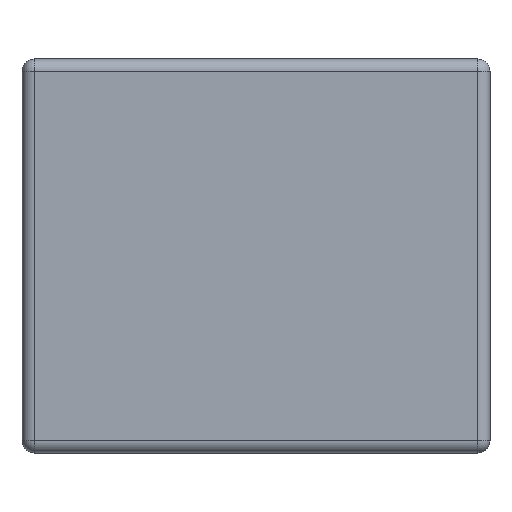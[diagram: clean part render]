
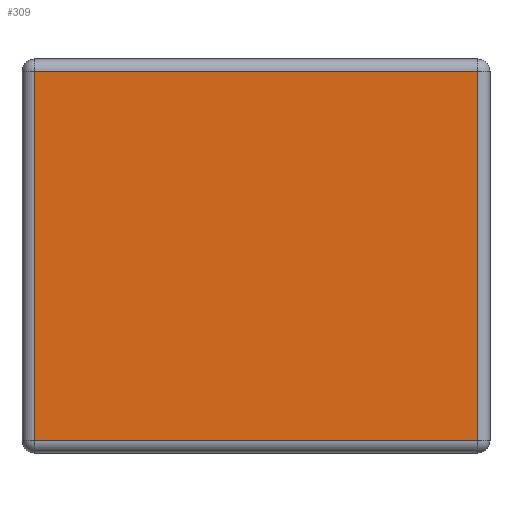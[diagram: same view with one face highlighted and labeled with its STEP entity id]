
A CAD part, left-side view. The second image highlights one B-rep face of the part: STEP entity #309.
In plain terms, the highlighted planar face has unit normal (-1, 0, 0).
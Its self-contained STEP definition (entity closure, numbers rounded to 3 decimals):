
#237 = VERTEX_POINT ( 'NONE', #1134 ) ;
#291 = ORIENTED_EDGE ( 'NONE', *, *, #292, .T. ) ;
#292 = EDGE_CURVE ( 'NONE', #237, #293, #1337, .T. ) ;
#293 = VERTEX_POINT ( 'NONE', #1333 ) ;
#294 = ORIENTED_EDGE ( 'NONE', *, *, #295, .T. ) ;
#295 = EDGE_CURVE ( 'NONE', #293, #313, #1331, .T. ) ;
#309 = ADVANCED_FACE ( 'NONE', ( #1388 ), #1423, .F. ) ;
#310 = EDGE_LOOP ( 'NONE', ( #311, #315, #291, #294 ) ) ;
#311 = ORIENTED_EDGE ( 'NONE', *, *, #312, .T. ) ;
#312 = EDGE_CURVE ( 'NONE', #313, #314, #1418, .T. ) ;
#313 = VERTEX_POINT ( 'NONE', #1414 ) ;
#314 = VERTEX_POINT ( 'NONE', #1413 ) ;
#315 = ORIENTED_EDGE ( 'NONE', *, *, #316, .T. ) ;
#316 = EDGE_CURVE ( 'NONE', #314, #237, #1412, .T. ) ;
#1134 = CARTESIAN_POINT ( 'NONE',  ( -1.6, 1.85, -0.75 ) ) ;
#1328 = DIRECTION ( 'NONE',  ( 0., 0., 1. ) ) ;
#1329 = VECTOR ( 'NONE', #1328, 1000. ) ;
#1330 = CARTESIAN_POINT ( 'NONE',  ( -1.6, 0.05, 0.8 ) ) ;
#1331 = LINE ( 'NONE', #1330, #1329 ) ;
#1333 = CARTESIAN_POINT ( 'NONE',  ( -1.6, 0.05, -0.75 ) ) ;
#1334 = DIRECTION ( 'NONE',  ( 0., -1., 0. ) ) ;
#1335 = VECTOR ( 'NONE', #1334, 1000. ) ;
#1336 = CARTESIAN_POINT ( 'NONE',  ( -1.6, 1.9, -0.75 ) ) ;
#1337 = LINE ( 'NONE', #1336, #1335 ) ;
#1388 = FACE_OUTER_BOUND ( 'NONE', #310, .T. ) ;
#1409 = DIRECTION ( 'NONE',  ( 0., 0., -1. ) ) ;
#1410 = VECTOR ( 'NONE', #1409, 1000. ) ;
#1411 = CARTESIAN_POINT ( 'NONE',  ( -1.6, 1.85, 0.8 ) ) ;
#1412 = LINE ( 'NONE', #1411, #1410 ) ;
#1413 = CARTESIAN_POINT ( 'NONE',  ( -1.6, 1.85, 0.75 ) ) ;
#1414 = CARTESIAN_POINT ( 'NONE',  ( -1.6, 0.05, 0.75 ) ) ;
#1415 = DIRECTION ( 'NONE',  ( 0., 1., 0. ) ) ;
#1416 = VECTOR ( 'NONE', #1415, 1000. ) ;
#1417 = CARTESIAN_POINT ( 'NONE',  ( -1.6, 1.9, 0.75 ) ) ;
#1418 = LINE ( 'NONE', #1417, #1416 ) ;
#1419 = DIRECTION ( 'NONE',  ( 0., 0., -1. ) ) ;
#1420 = DIRECTION ( 'NONE',  ( 1., 0., 0. ) ) ;
#1421 = CARTESIAN_POINT ( 'NONE',  ( -1.6, 1.9, 0.8 ) ) ;
#1422 = AXIS2_PLACEMENT_3D ( 'NONE', #1421, #1420, #1419 ) ;
#1423 = PLANE ( 'NONE',  #1422 ) ;
